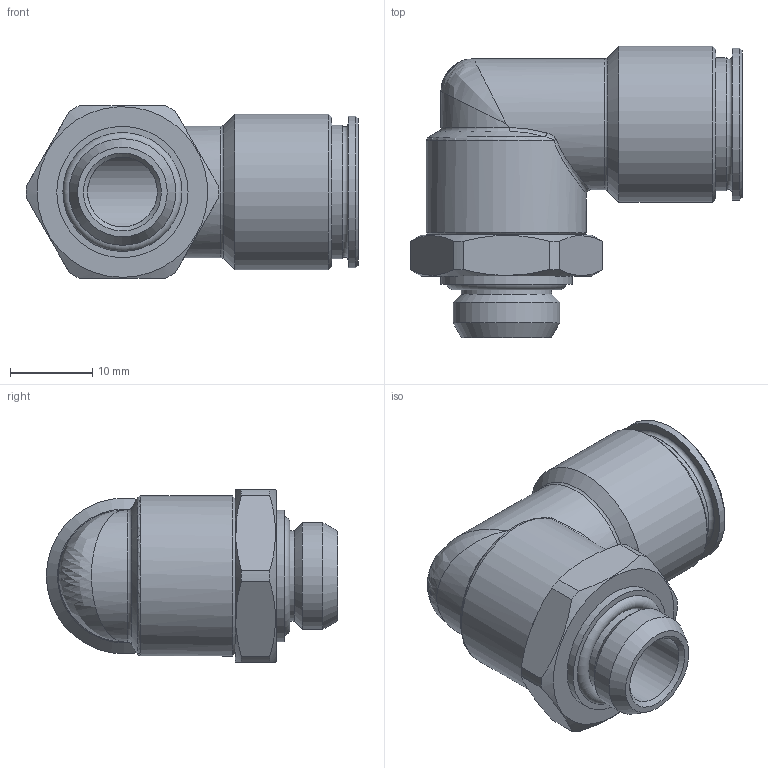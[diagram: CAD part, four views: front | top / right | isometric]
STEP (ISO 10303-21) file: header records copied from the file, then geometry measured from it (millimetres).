
FILE_DESCRIPTION(/* description */ ('STEP AP214'),/* implementation_level */ '2;1');
FILE_NAME(/* name */ 'X0060062',/* time_stamp */ '2022-07-21T10:33:34+02:00',/* author */ ('License CC BY-ND 4.0'),/* organization */ ('CADENAS'),/* preprocessor_version */ 'ST-DEVELOPER v18.102',/* originating_system */ 'PARTsolutions',/* authorisation */ ' ');
FILE_SCHEMA (('AUTOMOTIVE_DESIGN {1 0 10303 214 3 1 1}'));
Length unit declared in the file: millimetre
Products named in the file (2): X0060062; X0060062_PART1
Assembly tree (1 placements, depth 2):
  X0060062
    X0060062_PART1
Bounding box: 40.46 x 35.5 x 21 mm (x, y, z)
Volume: 8906.3 mm3; surface area: 5521.5 mm2
Topology: 1 solids, 1 shells, 61 faces, 137 edges, 81 vertices
Faces by surface type: cylinder 18, plane 15, cone 12, bspline 8, torus 6, sphere 2
Full cylindrical faces by diameter (mm): 8.5 x1, 10 x1, 11 x1, 12.15 x1, 13 x1, 16 x2, 16.25 x1, 18.5 x1, 19 x1, 19.5 x1
Entity records: 2480 total; most frequent: CARTESIAN_POINT 876, DIRECTION 238, ORIENTED_EDGE 198, AXIS2_PLACEMENT_3D 113, EDGE_CURVE 99, EDGE_LOOP 95, FACE_BOUND 95, VERTEX_POINT 72
